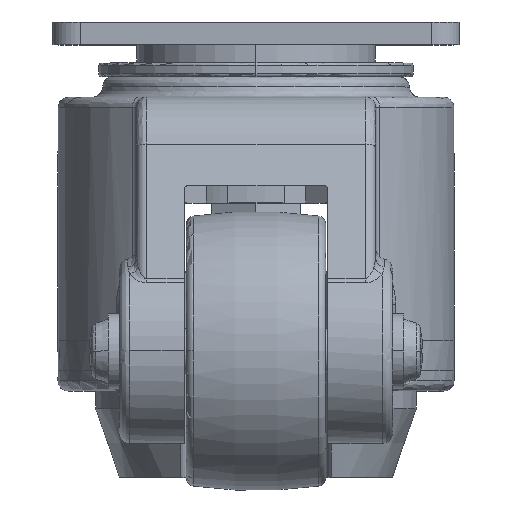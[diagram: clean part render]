
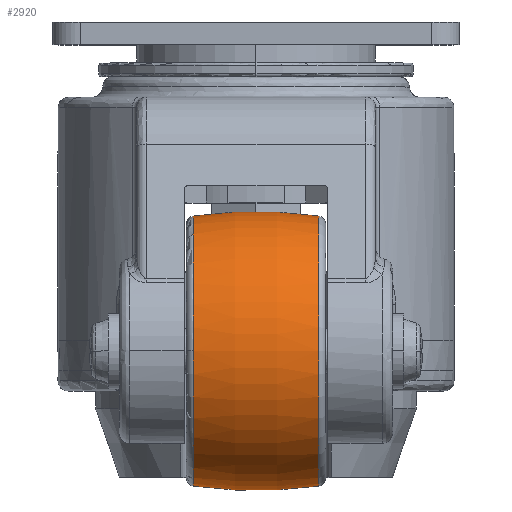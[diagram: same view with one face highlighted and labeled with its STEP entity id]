
A CAD part, top view. The second image highlights one B-rep face of the part: STEP entity #2920.
In plain terms, the highlighted toroidal (fillet/blend) face has major radius 55 mm and minor radius 80 mm.
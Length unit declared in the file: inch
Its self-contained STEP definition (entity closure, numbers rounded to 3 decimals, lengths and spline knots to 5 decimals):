
#336 = VERTEX_POINT ( 'NONE', #1681 ) ;
#470 = ORIENTED_EDGE ( 'NONE', *, *, #8904, .T. ) ;
#547 = CARTESIAN_POINT ( 'NONE',  ( 0., -2.32282, 0.00131 ) ) ;
#1305 = VERTEX_POINT ( 'NONE', #16019 ) ;
#1681 = CARTESIAN_POINT ( 'NONE',  ( 0.44135, -3.27599, 0.00131 ) ) ;
#2596 = DIRECTION ( 'NONE',  ( -1., 0., 0. ) ) ;
#2920 = ADVANCED_FACE ( 'NONE', ( #12237 ), #14893, .T. ) ;
#3098 = DIRECTION ( 'NONE',  ( -1., 0., 0. ) ) ;
#3753 = ORIENTED_EDGE ( 'NONE', *, *, #10097, .F. ) ;
#4844 = CARTESIAN_POINT ( 'NONE',  ( -0.44135, -1.36964, 0.00131 ) ) ;
#5372 = CIRCLE ( 'NONE', #14906, 0.95318 ) ;
#5391 = DIRECTION ( 'NONE',  ( 1., 0., 0. ) ) ;
#5635 = CARTESIAN_POINT ( 'NONE',  ( 0.44135, -2.32282, 0.00131 ) ) ;
#6923 = DIRECTION ( 'NONE',  ( 0., 0., 1. ) ) ;
#7539 = DIRECTION ( 'NONE',  ( -1., 0., 0. ) ) ;
#7603 = CIRCLE ( 'NONE', #16867, 0.95318 ) ;
#7779 = ORIENTED_EDGE ( 'NONE', *, *, #10653, .F. ) ;
#7913 = DIRECTION ( 'NONE',  ( 0., 0., -1. ) ) ;
#8172 = CIRCLE ( 'NONE', #16608, 3.14961 ) ;
#8579 = VERTEX_POINT ( 'NONE', #9993 ) ;
#8904 = EDGE_CURVE ( 'NONE', #1305, #15040, #14552, .T. ) ;
#9376 = EDGE_LOOP ( 'NONE', ( #10063, #470, #3753, #9623, #7779 ) ) ;
#9573 = DIRECTION ( 'NONE',  ( 0., -1., 0. ) ) ;
#9623 = ORIENTED_EDGE ( 'NONE', *, *, #14524, .F. ) ;
#9993 = CARTESIAN_POINT ( 'NONE',  ( -0.44135, -3.27599, 0.00131 ) ) ;
#10063 = ORIENTED_EDGE ( 'NONE', *, *, #11633, .F. ) ;
#10097 = EDGE_CURVE ( 'NONE', #16787, #15040, #7603, .T. ) ;
#10491 = AXIS2_PLACEMENT_3D ( 'NONE', #547, #3098, #14883 ) ;
#10590 = DIRECTION ( 'NONE',  ( 0., -1., 0. ) ) ;
#10653 = EDGE_CURVE ( 'NONE', #336, #8579, #8172, .T. ) ;
#11302 = CARTESIAN_POINT ( 'NONE',  ( -0.44135, -2.32282, 0.00131 ) ) ;
#11633 = EDGE_CURVE ( 'NONE', #1305, #336, #15812, .T. ) ;
#11684 = DIRECTION ( 'NONE',  ( 0., 1., 0. ) ) ;
#12237 = FACE_OUTER_BOUND ( 'NONE', #9376, .T. ) ;
#12922 = AXIS2_PLACEMENT_3D ( 'NONE', #16131, #6923, #9573 ) ;
#13888 = CARTESIAN_POINT ( 'NONE',  ( -0.44135, -2.32282, 0.95449 ) ) ;
#13906 = AXIS2_PLACEMENT_3D ( 'NONE', #5635, #5391, #10590 ) ;
#14524 = EDGE_CURVE ( 'NONE', #8579, #16787, #5372, .T. ) ;
#14552 = CIRCLE ( 'NONE', #12922, 3.14961 ) ;
#14883 = DIRECTION ( 'NONE',  ( 0., -1., 0. ) ) ;
#14893 = TOROIDAL_SURFACE ( 'NONE', #10491, -2.16535, 3.14961 ) ;
#14906 = AXIS2_PLACEMENT_3D ( 'NONE', #11302, #7539, #16831 ) ;
#15040 = VERTEX_POINT ( 'NONE', #4844 ) ;
#15287 = DIRECTION ( 'NONE',  ( -1., 0., 0. ) ) ;
#15494 = CARTESIAN_POINT ( 'NONE',  ( 0., -0.15746, 0.00131 ) ) ;
#15812 = CIRCLE ( 'NONE', #13906, 0.95318 ) ;
#16019 = CARTESIAN_POINT ( 'NONE',  ( 0.44135, -1.36964, 0.00131 ) ) ;
#16131 = CARTESIAN_POINT ( 'NONE',  ( 0., -4.48817, 0.00131 ) ) ;
#16608 = AXIS2_PLACEMENT_3D ( 'NONE', #15494, #7913, #2596 ) ;
#16787 = VERTEX_POINT ( 'NONE', #13888 ) ;
#16804 = CARTESIAN_POINT ( 'NONE',  ( -0.44135, -2.32282, 0.00131 ) ) ;
#16831 = DIRECTION ( 'NONE',  ( 0., 1., 0. ) ) ;
#16867 = AXIS2_PLACEMENT_3D ( 'NONE', #16804, #15287, #11684 ) ;
